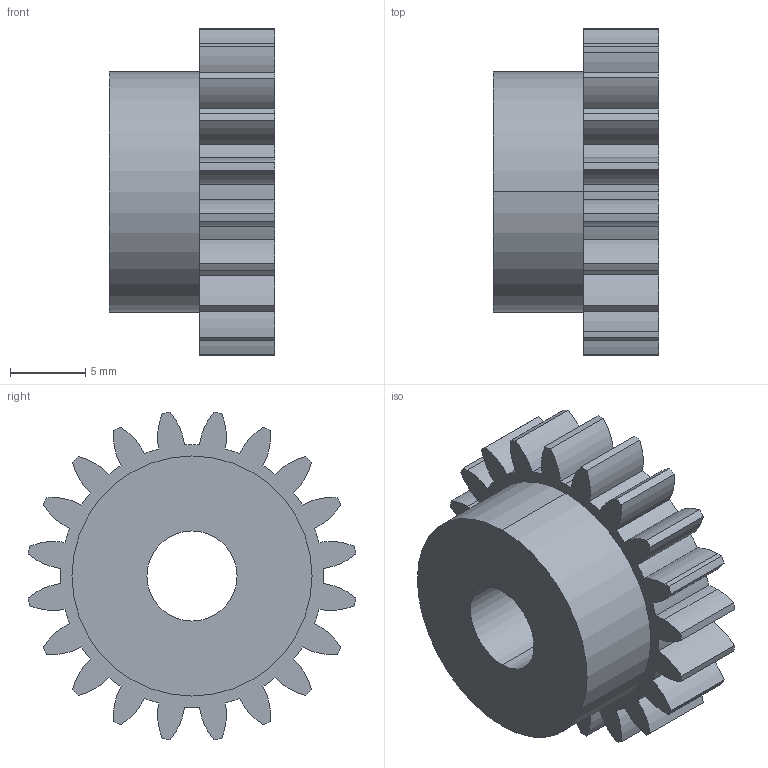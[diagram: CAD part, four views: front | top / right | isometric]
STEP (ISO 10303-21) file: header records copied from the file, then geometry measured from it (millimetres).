
FILE_DESCRIPTION (( 'STEP AP214' ), '1' );
FILE_NAME ('Engrenage 20 D6.STEP', '2018-02-07T21:18:32', ( 'Valentin' ), ( '' ), 'SwSTEP 2.0', 'SolidWorks 2016', '' );
FILE_SCHEMA (( 'AUTOMOTIVE_DESIGN' ));
Length unit declared in the file: millimetre
Products named in the file (1): Engrenage 20 D6
Bounding box: 11 x 21.8 x 21.8 mm (x, y, z)
Volume: 2409.2 mm3; surface area: 1691.4 mm2
Topology: 1 solids, 1 shells, 92 faces, 267 edges, 178 vertices
Faces by surface type: cylinder 89, plane 3
Entity records: 3187 total; most frequent: DIRECTION 631, CARTESIAN_POINT 538, ORIENTED_EDGE 534, AXIS2_PLACEMENT_3D 271, EDGE_CURVE 267, CIRCLE 178, VERTEX_POINT 178, EDGE_LOOP 95
